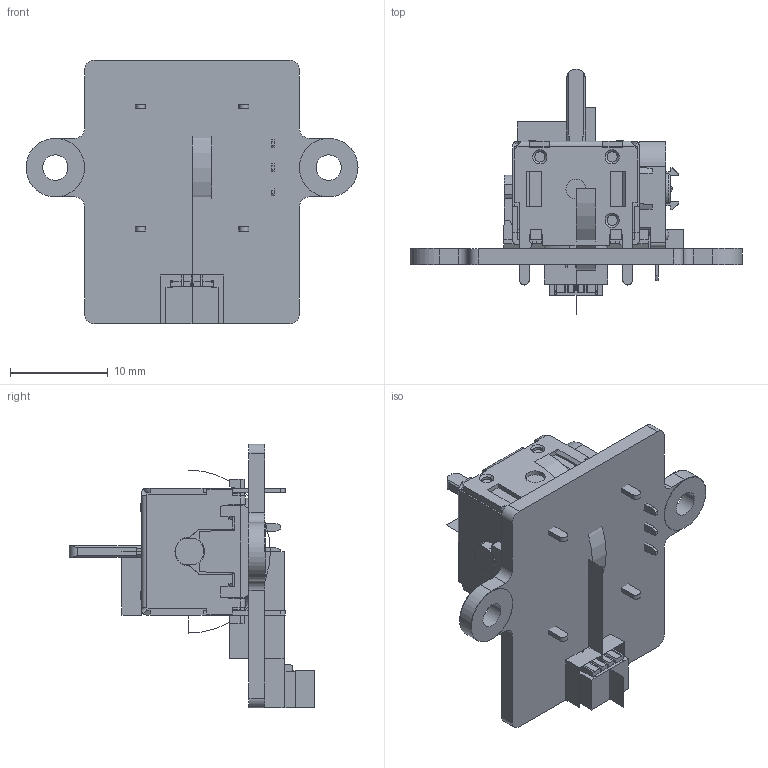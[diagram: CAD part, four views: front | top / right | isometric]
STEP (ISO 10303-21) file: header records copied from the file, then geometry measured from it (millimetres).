
FILE_DESCRIPTION((''),'2;1');
FILE_NAME('00-0001_ASM','2025-02-18T19:44:54',('qinghui.yi'),(''),'CREO PARAMETRIC BY PTC INC, 2023154','CREO PARAMETRIC BY PTC INC, 2023154','');
FILE_SCHEMA(('CONFIG_CONTROL_DESIGN'));
Length unit declared in the file: millimetre
Products named in the file (4): 01-13B2KPCB; 3D13C3; 1_0-3PIN; 00-0001_ASM
Assembly tree (3 placements, depth 2):
  00-0001_ASM
    01-13B2KPCB
    3D13C3
    1_0-3PIN
Bounding box: 34 x 25.14 x 27 mm (x, y, z)
Volume: 1086.9 mm3; surface area: 3863.4 mm2
Topology: 7 solids, 14 shells, 1097 faces, 3159 edges, 2088 vertices
Faces by surface type: plane 798, cylinder 185, cone 58, extrusion 34, bspline 13, torus 5, sphere 4
Entity records: 36846 total; most frequent: CARTESIAN_POINT 7810, ORIENTED_EDGE 6272, DIRECTION 5674, EDGE_CURVE 3155, VECTOR 2394, LINE 2360, VERTEX_POINT 2088, AXIS2_PLACEMENT_3D 1640
